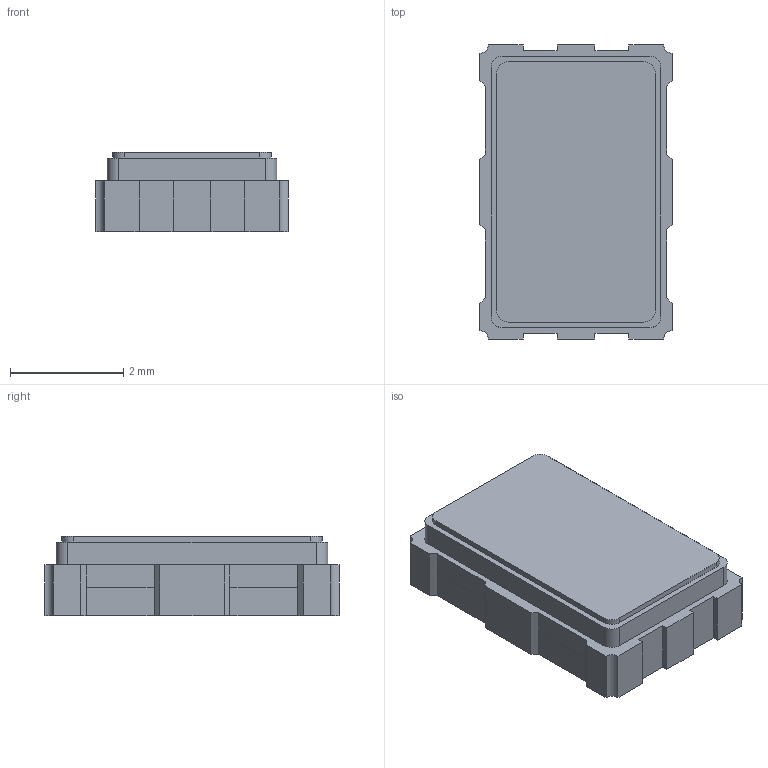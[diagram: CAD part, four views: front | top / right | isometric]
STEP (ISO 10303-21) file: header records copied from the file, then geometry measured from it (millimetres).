
FILE_DESCRIPTION((''),'2;1');
FILE_NAME('OSC_TXC_7C.stp','2012-02-29T08:55:35',(''),(''),'Mechanical Desktop 2011','Mechanical Desktop 2011',', , ');
FILE_SCHEMA(('AUTOMOTIVE_DESIGN { 1 2 10303 214 1 1 1 1 }'));
Length unit declared in the file: millimetre
Products named in the file (1): Product
Bounding box: 3.4 x 5.2 x 1.4 mm (x, y, z)
Volume: 22.2 mm3; surface area: 133.8 mm2
Topology: 7 solids, 7 shells, 105 faces, 268 edges, 177 vertices
Faces by surface type: plane 83, cylinder 12, bspline 10
Entity records: 3179 total; most frequent: CARTESIAN_POINT 581, ORIENTED_EDGE 536, DIRECTION 484, EDGE_CURVE 268, VECTOR 244, LINE 244, VERTEX_POINT 177, AXIS2_PLACEMENT_3D 120
